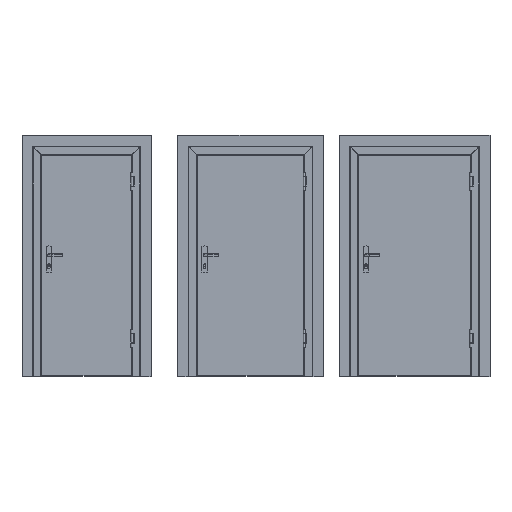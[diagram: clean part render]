
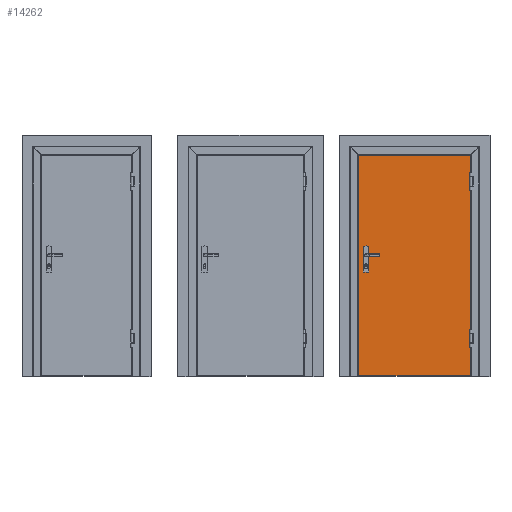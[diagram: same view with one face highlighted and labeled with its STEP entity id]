
A CAD part, front view. The second image highlights one B-rep face of the part: STEP entity #14262.
In plain terms, the highlighted planar face has unit normal (0, -1, 0).
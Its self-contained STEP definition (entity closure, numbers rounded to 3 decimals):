
#3792=FACE_BOUND('',#27466,.T.);
#3793=FACE_BOUND('',#27467,.T.);
#7916=CIRCLE('',#94478,98.321);
#7917=CIRCLE('',#94479,98.321);
#14262=ADVANCED_FACE('',(#3792,#3793),#17809,.T.);
#17809=PLANE('',#94480);
#27466=EDGE_LOOP('',(#46522,#46523,#46524,#46525));
#27467=EDGE_LOOP('',(#46526,#46527,#46528,#46529));
#46522=ORIENTED_EDGE('',*,*,#69750,.T.);
#46523=ORIENTED_EDGE('',*,*,#69751,.T.);
#46524=ORIENTED_EDGE('',*,*,#69752,.T.);
#46525=ORIENTED_EDGE('',*,*,#69753,.T.);
#46526=ORIENTED_EDGE('',*,*,#69728,.F.);
#46527=ORIENTED_EDGE('',*,*,#69748,.F.);
#46528=ORIENTED_EDGE('',*,*,#69709,.F.);
#46529=ORIENTED_EDGE('',*,*,#69741,.F.);
#58891=VERTEX_POINT('',#146370);
#58892=VERTEX_POINT('',#146372);
#58910=VERTEX_POINT('',#146409);
#58911=VERTEX_POINT('',#146411);
#58926=VERTEX_POINT('',#146454);
#58927=VERTEX_POINT('',#146455);
#58928=VERTEX_POINT('',#146457);
#58929=VERTEX_POINT('',#146459);
#69709=EDGE_CURVE('',#58891,#58892,#78721,.T.);
#69728=EDGE_CURVE('',#58910,#58911,#78740,.T.);
#69741=EDGE_CURVE('',#58911,#58891,#78751,.T.);
#69748=EDGE_CURVE('',#58892,#58910,#78756,.T.);
#69750=EDGE_CURVE('',#58926,#58927,#78758,.T.);
#69751=EDGE_CURVE('',#58927,#58928,#7916,.T.);
#69752=EDGE_CURVE('',#58928,#58929,#78759,.T.);
#69753=EDGE_CURVE('',#58929,#58926,#7917,.T.);
#78721=LINE('',#146371,#86686);
#78740=LINE('',#146410,#86705);
#78751=LINE('',#146435,#86716);
#78756=LINE('',#146449,#86721);
#78758=LINE('',#146453,#86723);
#78759=LINE('',#146458,#86724);
#86686=VECTOR('',#113413,1.);
#86705=VECTOR('',#113434,1.);
#86716=VECTOR('',#113451,1.);
#86721=VECTOR('',#113466,1.);
#86723=VECTOR('',#113472,1.);
#86724=VECTOR('',#113475,1.);
#94478=AXIS2_PLACEMENT_3D('',#146456,#113473,#113474);
#94479=AXIS2_PLACEMENT_3D('',#146460,#113476,#113477);
#94480=AXIS2_PLACEMENT_3D('',#146461,#113478,#113479);
#113413=DIRECTION('',(0.,0.,-1.));
#113434=DIRECTION('',(0.,0.,1.));
#113451=DIRECTION('',(1.,0.,0.));
#113466=DIRECTION('',(-1.,0.,0.));
#113472=DIRECTION('',(0.,0.,-1.));
#113473=DIRECTION('',(0.,1.,0.));
#113474=DIRECTION('',(-1.,0.,0.));
#113475=DIRECTION('',(0.,0.,1.));
#113476=DIRECTION('',(0.,1.,0.));
#113477=DIRECTION('',(-1.,0.,0.));
#113478=DIRECTION('',(0.,-1.,0.));
#113479=DIRECTION('',(0.,0.,-1.));
#146370=CARTESIAN_POINT('',(3509.,-49.,2017.));
#146371=CARTESIAN_POINT('',(3509.,-49.,-15.));
#146372=CARTESIAN_POINT('',(3509.,-49.,2.));
#146409=CARTESIAN_POINT('',(2491.,-49.,2.));
#146410=CARTESIAN_POINT('',(2491.,-49.,-15.));
#146411=CARTESIAN_POINT('',(2491.,-49.,2017.));
#146435=CARTESIAN_POINT('',(2566.,-49.,2017.));
#146449=CARTESIAN_POINT('',(2566.,-49.,2.));
#146453=CARTESIAN_POINT('',(2582.,-49.,1186.5));
#146454=CARTESIAN_POINT('',(2582.,-49.,1186.5));
#146455=CARTESIAN_POINT('',(2582.,-49.,951.5));
#146456=CARTESIAN_POINT('',(2556.,-49.,1046.321));
#146457=CARTESIAN_POINT('',(2530.,-49.,951.5));
#146458=CARTESIAN_POINT('',(2530.,-49.,951.5));
#146459=CARTESIAN_POINT('',(2530.,-49.,1186.5));
#146460=CARTESIAN_POINT('',(2556.,-49.,1091.679));
#146461=CARTESIAN_POINT('',(3000.,-49.,0.));
